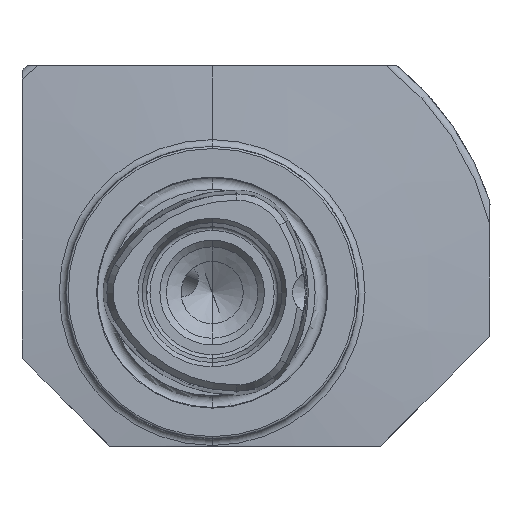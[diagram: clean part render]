
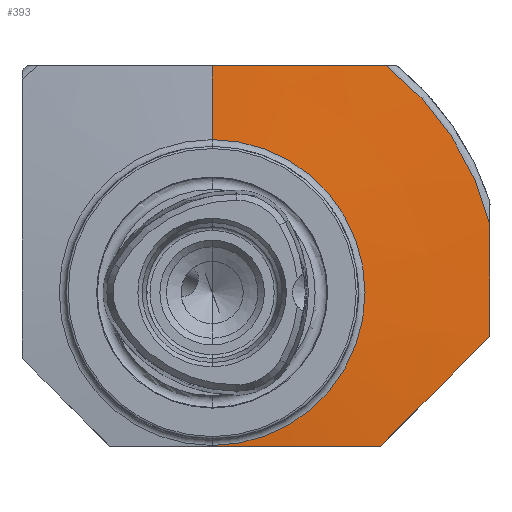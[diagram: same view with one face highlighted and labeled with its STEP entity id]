
A CAD part, left-side view. The second image highlights one B-rep face of the part: STEP entity #393.
In plain terms, the highlighted conical face has half-angle 85 degrees and reference radius 39.087 mm.
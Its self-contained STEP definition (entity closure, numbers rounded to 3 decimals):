
#123 = AXIS2_PLACEMENT_3D ( 'NONE', #200, #753, #1370 ) ;
#186 = VECTOR ( 'NONE', #6974, 1000. ) ;
#200 = CARTESIAN_POINT ( 'NONE',  ( 22.586, 0., 0. ) ) ;
#233 = CIRCLE ( 'NONE', #123, 39.087 ) ;
#284 = CARTESIAN_POINT ( 'NONE',  ( 22.532, -38., -6. ) ) ;
#309 = CARTESIAN_POINT ( 'NONE',  ( 20.996, 0., 0. ) ) ;
#393 = ADVANCED_FACE ( 'NONE', ( #1317 ), #3427, .T. ) ;
#454 = DIRECTION ( 'NONE',  ( 0.087, 0., -0.996 ) ) ;
#561 = CARTESIAN_POINT ( 'NONE',  ( 22.586, 0., 39.087 ) ) ;
#753 = DIRECTION ( 'NONE',  ( -1., 0., 0. ) ) ;
#862 = CARTESIAN_POINT ( 'NONE',  ( 22.483, -38., 4.105 ) ) ;
#968 = CARTESIAN_POINT ( 'NONE',  ( 22.532, -38., -6. ) ) ;
#1018 = CARTESIAN_POINT ( 'NONE',  ( 20.996, 0., -20.913 ) ) ;
#1022 = VERTEX_POINT ( 'NONE', #1100 ) ;
#1062 = CARTESIAN_POINT ( 'NONE',  ( 21.947, -7.939, 31. ) ) ;
#1087 = CARTESIAN_POINT ( 'NONE',  ( 22.586, -23.808, 31. ) ) ;
#1100 = CARTESIAN_POINT ( 'NONE',  ( 21.879, 0., 31. ) ) ;
#1192 = ORIENTED_EDGE ( 'NONE', *, *, #1523, .T. ) ;
#1317 = FACE_OUTER_BOUND ( 'NONE', #6842, .T. ) ;
#1351 = CARTESIAN_POINT ( 'NONE',  ( 22.532, -38., -6. ) ) ;
#1370 = DIRECTION ( 'NONE',  ( 0., 0., 1. ) ) ;
#1430 = CARTESIAN_POINT ( 'NONE',  ( 22.463, -38., -0.949 ) ) ;
#1454 = ORIENTED_EDGE ( 'NONE', *, *, #1960, .T. ) ;
#1523 = EDGE_CURVE ( 'NONE', #5017, #4638, #6044, .T. ) ;
#1540 = CARTESIAN_POINT ( 'NONE',  ( 21.891, -23., -21. ) ) ;
#1657 = CARTESIAN_POINT ( 'NONE',  ( 21.879, -3.97, 31. ) ) ;
#1735 = DIRECTION ( 'NONE',  ( 1., 0., 0. ) ) ;
#1960 = EDGE_CURVE ( 'NONE', #6131, #3360, #6644, .T. ) ;
#1982 = ORIENTED_EDGE ( 'NONE', *, *, #6212, .T. ) ;
#2002 = AXIS2_PLACEMENT_3D ( 'NONE', #3621, #1735, #5286 ) ;
#2311 = ORIENTED_EDGE ( 'NONE', *, *, #5169, .F. ) ;
#2514 = CARTESIAN_POINT ( 'NONE',  ( 21.905, -25.5, -18.5 ) ) ;
#2554 = CARTESIAN_POINT ( 'NONE',  ( 22.586, -38., 9.155 ) ) ;
#2641 = EDGE_CURVE ( 'NONE', #6239, #4966, #5493, .T. ) ;
#2749 = CARTESIAN_POINT ( 'NONE',  ( 22.586, 0., -39.087 ) ) ;
#2791 = CARTESIAN_POINT ( 'NONE',  ( 22.196, -15.875, 31. ) ) ;
#3087 = VERTEX_POINT ( 'NONE', #1087 ) ;
#3360 = VERTEX_POINT ( 'NONE', #6939 ) ;
#3427 = CONICAL_SURFACE ( 'NONE', #2002, 39.087, 1.484 ) ;
#3491 = CARTESIAN_POINT ( 'NONE',  ( 22.586, -23.808, 31. ) ) ;
#3525 = ORIENTED_EDGE ( 'NONE', *, *, #7310, .T. ) ;
#3621 = CARTESIAN_POINT ( 'NONE',  ( 22.586, 0., 0. ) ) ;
#3643 = ORIENTED_EDGE ( 'NONE', *, *, #4768, .T. ) ;
#3706 = CARTESIAN_POINT ( 'NONE',  ( 22.196, -33.001, -10.999 ) ) ;
#3710 = B_SPLINE_CURVE_WITH_KNOTS ( 'NONE', 3,
 ( #3491, #6338, #2791, #1062, #1657, #6379 ),
 .UNSPECIFIED., .F., .F.,
 ( 4, 2, 4 ),
 ( 0.049, 0.061, 0.073 ),
 .UNSPECIFIED. ) ;
#3847 = CARTESIAN_POINT ( 'NONE',  ( 21.004, -3.836, -21. ) ) ;
#3849 = CARTESIAN_POINT ( 'NONE',  ( 20.996, 0., 20.913 ) ) ;
#3872 = CARTESIAN_POINT ( 'NONE',  ( 21.423, -15.337, -21. ) ) ;
#4140 = CARTESIAN_POINT ( 'NONE',  ( 22.586, -38., 9.155 ) ) ;
#4376 = LINE ( 'NONE', #561, #186 ) ;
#4402 = DIRECTION ( 'NONE',  ( 0., 0., 1. ) ) ;
#4442 = CARTESIAN_POINT ( 'NONE',  ( 21.1, -7.67, -21. ) ) ;
#4468 = CARTESIAN_POINT ( 'NONE',  ( 21.644, -19.17, -21. ) ) ;
#4638 = VERTEX_POINT ( 'NONE', #4140 ) ;
#4768 = EDGE_CURVE ( 'NONE', #3360, #5017, #6057, .T. ) ;
#4847 = CARTESIAN_POINT ( 'NONE',  ( 21.973, -28., -16. ) ) ;
#4966 = VERTEX_POINT ( 'NONE', #3849 ) ;
#5009 = DIRECTION ( 'NONE',  ( -1., 0., 0. ) ) ;
#5017 = VERTEX_POINT ( 'NONE', #968 ) ;
#5037 = CARTESIAN_POINT ( 'NONE',  ( 21.004, 0., -21. ) ) ;
#5161 = EDGE_CURVE ( 'NONE', #3087, #1022, #3710, .T. ) ;
#5169 = EDGE_CURVE ( 'NONE', #4966, #1022, #4376, .T. ) ;
#5286 = DIRECTION ( 'NONE',  ( 0., 0., -1. ) ) ;
#5291 = CARTESIAN_POINT ( 'NONE',  ( 21.891, -23., -21. ) ) ;
#5433 = CARTESIAN_POINT ( 'NONE',  ( 22.35, -35.501, -8.499 ) ) ;
#5493 = CIRCLE ( 'NONE', #6949, 20.913 ) ;
#5748 = CARTESIAN_POINT ( 'NONE',  ( 21.004, 0., -21. ) ) ;
#6031 = VECTOR ( 'NONE', #454, 1000. ) ;
#6044 = B_SPLINE_CURVE_WITH_KNOTS ( 'NONE', 3,
 ( #284, #1430, #862, #2554 ),
 .UNSPECIFIED., .F., .F.,
 ( 4, 4 ),
 ( 0.033, 0.049 ),
 .UNSPECIFIED. ) ;
#6057 = B_SPLINE_CURVE_WITH_KNOTS ( 'NONE', 3,
 ( #5291, #2514, #4847, #3706, #5433, #1351 ),
 .UNSPECIFIED., .F., .F.,
 ( 4, 2, 4 ),
 ( 0.018, 0.029, 0.039 ),
 .UNSPECIFIED. ) ;
#6131 = VERTEX_POINT ( 'NONE', #5748 ) ;
#6212 = EDGE_CURVE ( 'NONE', #6239, #6131, #6936, .T. ) ;
#6239 = VERTEX_POINT ( 'NONE', #1018 ) ;
#6338 = CARTESIAN_POINT ( 'NONE',  ( 22.375, -19.842, 31. ) ) ;
#6379 = CARTESIAN_POINT ( 'NONE',  ( 21.879, 0., 31. ) ) ;
#6644 = B_SPLINE_CURVE_WITH_KNOTS ( 'NONE', 3,
 ( #5037, #3847, #4442, #3872, #4468, #1540 ),
 .UNSPECIFIED., .F., .F.,
 ( 4, 2, 4 ),
 ( 0.076, 0.088, 0.099 ),
 .UNSPECIFIED. ) ;
#6842 = EDGE_LOOP ( 'NONE', ( #2311, #6946, #1982, #1454, #3643, #1192, #3525, #7253 ) ) ;
#6936 = LINE ( 'NONE', #2749, #6031 ) ;
#6939 = CARTESIAN_POINT ( 'NONE',  ( 21.891, -23., -21. ) ) ;
#6946 = ORIENTED_EDGE ( 'NONE', *, *, #2641, .F. ) ;
#6949 = AXIS2_PLACEMENT_3D ( 'NONE', #309, #5009, #4402 ) ;
#6974 = DIRECTION ( 'NONE',  ( 0.087, 0., 0.996 ) ) ;
#7253 = ORIENTED_EDGE ( 'NONE', *, *, #5161, .T. ) ;
#7310 = EDGE_CURVE ( 'NONE', #4638, #3087, #233, .T. ) ;
